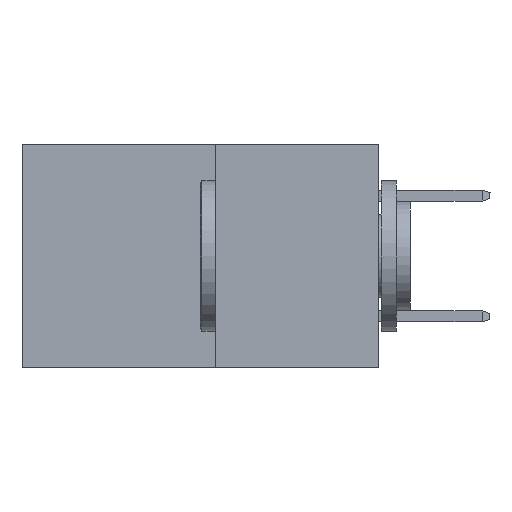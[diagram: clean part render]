
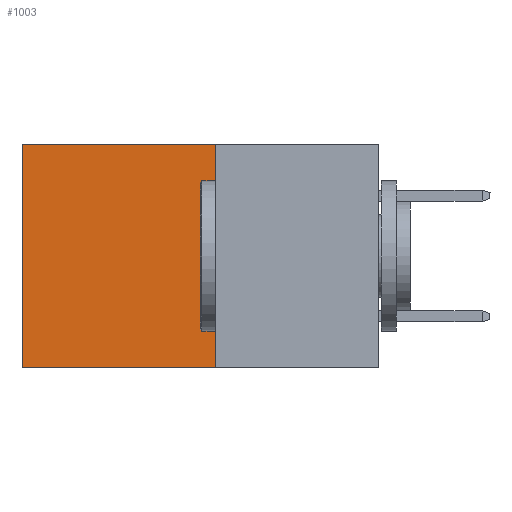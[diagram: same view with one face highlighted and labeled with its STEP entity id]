
A CAD part, left-side view. The second image highlights one B-rep face of the part: STEP entity #1003.
In plain terms, the highlighted planar face has unit normal (-1, 0, 0).
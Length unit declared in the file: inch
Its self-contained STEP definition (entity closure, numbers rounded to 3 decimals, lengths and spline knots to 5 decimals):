
#513 = LINE ( 'NONE', #6271, #7656 ) ;
#586 = EDGE_CURVE ( 'NONE', #1978, #7196, #10333, .T. ) ;
#1003 = ADVANCED_FACE ( 'NONE', ( #10037 ), #6624, .F. ) ;
#1444 = VECTOR ( 'NONE', #3977, 39.37008 ) ;
#1723 = VERTEX_POINT ( 'NONE', #11579 ) ;
#1978 = VERTEX_POINT ( 'NONE', #4797 ) ;
#2485 = VERTEX_POINT ( 'NONE', #8248 ) ;
#3687 = EDGE_CURVE ( 'NONE', #1723, #1978, #7746, .T. ) ;
#3977 = DIRECTION ( 'NONE',  ( 0., 1., 0. ) ) ;
#4111 = EDGE_LOOP ( 'NONE', ( #5334, #8253, #7675, #9180 ) ) ;
#4579 = DIRECTION ( 'NONE',  ( 0., 0., -1. ) ) ;
#4686 = CARTESIAN_POINT ( 'NONE',  ( 0.277, 0.27, -0.37 ) ) ;
#4797 = CARTESIAN_POINT ( 'NONE',  ( 0.277, 0.27, -0.37 ) ) ;
#4906 = DIRECTION ( 'NONE',  ( 0., 0., -1. ) ) ;
#4907 = CARTESIAN_POINT ( 'NONE',  ( 0.277, 0.27, -0.37 ) ) ;
#4998 = CARTESIAN_POINT ( 'NONE',  ( 0.277, 0.59, -0.37 ) ) ;
#5334 = ORIENTED_EDGE ( 'NONE', *, *, #9707, .T. ) ;
#5809 = VECTOR ( 'NONE', #4906, 39.37008 ) ;
#6271 = CARTESIAN_POINT ( 'NONE',  ( 0.277, 0.59, -0.37 ) ) ;
#6624 = PLANE ( 'NONE',  #9751 ) ;
#7024 = EDGE_CURVE ( 'NONE', #1723, #2485, #10573, .T. ) ;
#7196 = VERTEX_POINT ( 'NONE', #4998 ) ;
#7656 = VECTOR ( 'NONE', #4579, 39.37008 ) ;
#7675 = ORIENTED_EDGE ( 'NONE', *, *, #3687, .F. ) ;
#7746 = LINE ( 'NONE', #9908, #5809 ) ;
#8090 = VECTOR ( 'NONE', #8658, 39.37008 ) ;
#8248 = CARTESIAN_POINT ( 'NONE',  ( 0.277, 0.59, 0. ) ) ;
#8253 = ORIENTED_EDGE ( 'NONE', *, *, #586, .F. ) ;
#8658 = DIRECTION ( 'NONE',  ( 0., 1., 0. ) ) ;
#9120 = DIRECTION ( 'NONE',  ( 0., 0., -1. ) ) ;
#9149 = DIRECTION ( 'NONE',  ( 1., 0., 0. ) ) ;
#9180 = ORIENTED_EDGE ( 'NONE', *, *, #7024, .T. ) ;
#9707 = EDGE_CURVE ( 'NONE', #2485, #7196, #513, .T. ) ;
#9751 = AXIS2_PLACEMENT_3D ( 'NONE', #4686, #9149, #9120 ) ;
#9890 = CARTESIAN_POINT ( 'NONE',  ( 0.277, 0.27, 0. ) ) ;
#9908 = CARTESIAN_POINT ( 'NONE',  ( 0.277, 0.27, -0.37 ) ) ;
#10037 = FACE_OUTER_BOUND ( 'NONE', #4111, .T. ) ;
#10333 = LINE ( 'NONE', #4907, #8090 ) ;
#10573 = LINE ( 'NONE', #9890, #1444 ) ;
#11579 = CARTESIAN_POINT ( 'NONE',  ( 0.277, 0.27, 0. ) ) ;
